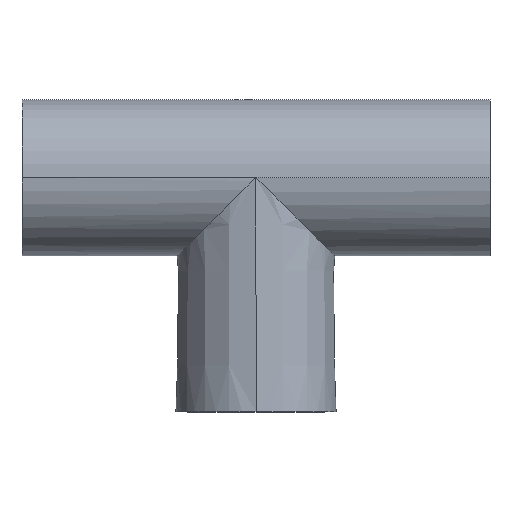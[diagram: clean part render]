
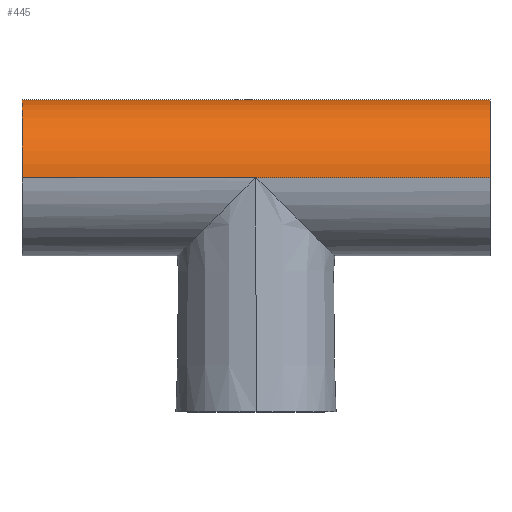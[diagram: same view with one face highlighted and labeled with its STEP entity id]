
A CAD part, top view. The second image highlights one B-rep face of the part: STEP entity #445.
In plain terms, the highlighted cylindrical face has radius 75 mm (diameter 150 mm), a partial arc.
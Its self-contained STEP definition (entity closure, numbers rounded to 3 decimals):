
#30 = DIRECTION ( 'NONE',  ( 0., 0., -1. ) ) ;
#43 = FACE_OUTER_BOUND ( 'NONE', #720, .T. ) ;
#74 = VERTEX_POINT ( 'NONE', #299 ) ;
#102 = DIRECTION ( 'NONE',  ( 0., 0., -1. ) ) ;
#108 = CARTESIAN_POINT ( 'NONE',  ( -225., 225., -75. ) ) ;
#111 = LINE ( 'NONE', #506, #196 ) ;
#112 = DIRECTION ( 'NONE',  ( 1., 0., 0. ) ) ;
#116 = CARTESIAN_POINT ( 'NONE',  ( 0., 225., 75. ) ) ;
#129 = ORIENTED_EDGE ( 'NONE', *, *, #660, .T. ) ;
#160 = AXIS2_PLACEMENT_3D ( 'NONE', #803, #112, #102 ) ;
#163 = LINE ( 'NONE', #415, #584 ) ;
#196 = VECTOR ( 'NONE', #428, 1000. ) ;
#197 = VERTEX_POINT ( 'NONE', #426 ) ;
#201 = ORIENTED_EDGE ( 'NONE', *, *, #571, .T. ) ;
#223 = CARTESIAN_POINT ( 'NONE',  ( 0., 225., -75. ) ) ;
#234 = CARTESIAN_POINT ( 'NONE',  ( -225., 225., 75. ) ) ;
#245 = CARTESIAN_POINT ( 'NONE',  ( 0., 225., 0. ) ) ;
#251 = VERTEX_POINT ( 'NONE', #223 ) ;
#290 = EDGE_CURVE ( 'NONE', #197, #765, #667, .T. ) ;
#294 = ORIENTED_EDGE ( 'NONE', *, *, #427, .F. ) ;
#296 = VECTOR ( 'NONE', #742, 1000. ) ;
#299 = CARTESIAN_POINT ( 'NONE',  ( 0., 225., -75. ) ) ;
#355 = EDGE_CURVE ( 'NONE', #591, #251, #483, .T. ) ;
#360 = DIRECTION ( 'NONE',  ( 0., 0., 1. ) ) ;
#365 = CARTESIAN_POINT ( 'NONE',  ( -225., 225., 75. ) ) ;
#380 = CIRCLE ( 'NONE', #484, 75. ) ;
#415 = CARTESIAN_POINT ( 'NONE',  ( -225., 225., -75. ) ) ;
#426 = CARTESIAN_POINT ( 'NONE',  ( 225., 225., -75. ) ) ;
#427 = EDGE_CURVE ( 'NONE', #74, #197, #163, .T. ) ;
#428 = DIRECTION ( 'NONE',  ( 1., 0., 0. ) ) ;
#445 = ADVANCED_FACE ( 'NONE', ( #43 ), #608, .T. ) ;
#483 = LINE ( 'NONE', #108, #296 ) ;
#484 = AXIS2_PLACEMENT_3D ( 'NONE', #634, #497, #762 ) ;
#497 = DIRECTION ( 'NONE',  ( 1., 0., 0. ) ) ;
#506 = CARTESIAN_POINT ( 'NONE',  ( -225., 225., 75. ) ) ;
#517 = CIRCLE ( 'NONE', #694, 75. ) ;
#524 = ORIENTED_EDGE ( 'NONE', *, *, #355, .F. ) ;
#530 = CARTESIAN_POINT ( 'NONE',  ( 225., 225., 75. ) ) ;
#533 = ORIENTED_EDGE ( 'NONE', *, *, #616, .T. ) ;
#556 = VECTOR ( 'NONE', #628, 1000. ) ;
#571 = EDGE_CURVE ( 'NONE', #633, #765, #819, .T. ) ;
#584 = VECTOR ( 'NONE', #745, 1000. ) ;
#591 = VERTEX_POINT ( 'NONE', #756 ) ;
#605 = DIRECTION ( 'NONE',  ( 1., 0., 0. ) ) ;
#608 = CYLINDRICAL_SURFACE ( 'NONE', #778, 75. ) ;
#616 = EDGE_CURVE ( 'NONE', #642, #633, #111, .T. ) ;
#626 = ORIENTED_EDGE ( 'NONE', *, *, #290, .F. ) ;
#628 = DIRECTION ( 'NONE',  ( 1., 0., 0. ) ) ;
#632 = EDGE_CURVE ( 'NONE', #74, #251, #517, .T. ) ;
#633 = VERTEX_POINT ( 'NONE', #116 ) ;
#634 = CARTESIAN_POINT ( 'NONE',  ( -225., 225., 0. ) ) ;
#637 = ORIENTED_EDGE ( 'NONE', *, *, #632, .T. ) ;
#642 = VERTEX_POINT ( 'NONE', #365 ) ;
#660 = EDGE_CURVE ( 'NONE', #591, #642, #380, .T. ) ;
#667 = CIRCLE ( 'NONE', #160, 75. ) ;
#690 = DIRECTION ( 'NONE',  ( 0., 1., 0. ) ) ;
#694 = AXIS2_PLACEMENT_3D ( 'NONE', #245, #690, #360 ) ;
#720 = EDGE_LOOP ( 'NONE', ( #129, #533, #201, #626, #294, #637, #524 ) ) ;
#742 = DIRECTION ( 'NONE',  ( 1., 0., 0. ) ) ;
#745 = DIRECTION ( 'NONE',  ( 1., 0., 0. ) ) ;
#749 = CARTESIAN_POINT ( 'NONE',  ( -225., 225., 0. ) ) ;
#756 = CARTESIAN_POINT ( 'NONE',  ( -225., 225., -75. ) ) ;
#762 = DIRECTION ( 'NONE',  ( 0., 0., -1. ) ) ;
#765 = VERTEX_POINT ( 'NONE', #530 ) ;
#778 = AXIS2_PLACEMENT_3D ( 'NONE', #749, #605, #30 ) ;
#803 = CARTESIAN_POINT ( 'NONE',  ( 225., 225., 0. ) ) ;
#819 = LINE ( 'NONE', #234, #556 ) ;
